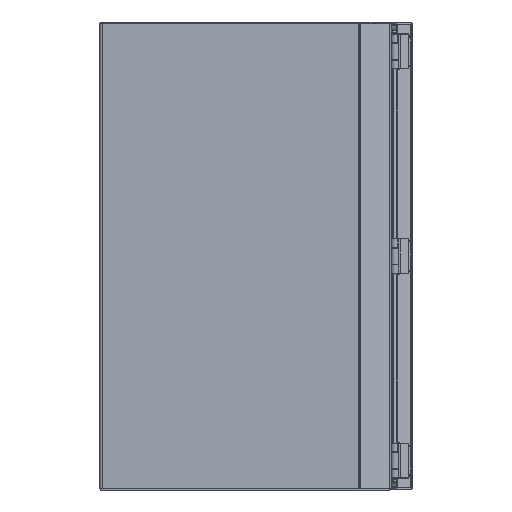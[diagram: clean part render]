
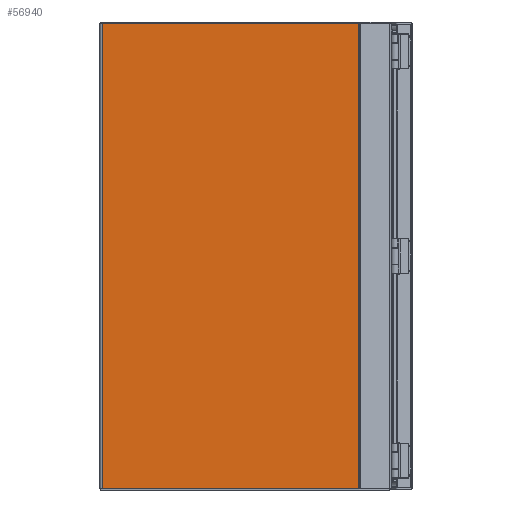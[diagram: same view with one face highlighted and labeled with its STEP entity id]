
A CAD part, left-side view. The second image highlights one B-rep face of the part: STEP entity #56940.
In plain terms, the highlighted planar face has unit normal (-1, 0, 0).
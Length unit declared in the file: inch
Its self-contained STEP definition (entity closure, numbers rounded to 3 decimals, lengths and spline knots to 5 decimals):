
#20 = CARTESIAN_POINT ( 'NONE',  ( -8.9171, 1.88, -9.94 ) ) ;
#2089 = VERTEX_POINT ( 'NONE', #20 ) ;
#5153 = DIRECTION ( 'NONE',  ( 0., -1., 0. ) ) ;
#6341 = CARTESIAN_POINT ( 'NONE',  ( -8.9171, 1.88, -9.94 ) ) ;
#7676 = CARTESIAN_POINT ( 'NONE',  ( -8.9171, -9.0781, -9.94 ) ) ;
#10190 = PLANE ( 'NONE',  #38756 ) ;
#10976 = DIRECTION ( 'NONE',  ( -1., 0., 0. ) ) ;
#14989 = CARTESIAN_POINT ( 'NONE',  ( -8.9171, 1.88, 9.94 ) ) ;
#15178 = VECTOR ( 'NONE', #44751, 39.37008 ) ;
#15371 = LINE ( 'NONE', #14989, #15178 ) ;
#17595 = EDGE_CURVE ( 'NONE', #2089, #68706, #34843, .T. ) ;
#19872 = ORIENTED_EDGE ( 'NONE', *, *, #67563, .T. ) ;
#21299 = ORIENTED_EDGE ( 'NONE', *, *, #17595, .F. ) ;
#21711 = CARTESIAN_POINT ( 'NONE',  ( -8.9171, 2., -10. ) ) ;
#23539 = ORIENTED_EDGE ( 'NONE', *, *, #57236, .T. ) ;
#24960 = LINE ( 'NONE', #6341, #48081 ) ;
#32436 = CARTESIAN_POINT ( 'NONE',  ( -8.9171, -9.0781, 9.94 ) ) ;
#34843 = LINE ( 'NONE', #65397, #61124 ) ;
#36591 = VERTEX_POINT ( 'NONE', #7676 ) ;
#38756 = AXIS2_PLACEMENT_3D ( 'NONE', #21711, #10976, #71693 ) ;
#40875 = EDGE_CURVE ( 'NONE', #68706, #75882, #15371, .T. ) ;
#44751 = DIRECTION ( 'NONE',  ( 0., -1., 0. ) ) ;
#46622 = ORIENTED_EDGE ( 'NONE', *, *, #40875, .F. ) ;
#48081 = VECTOR ( 'NONE', #5153, 39.37008 ) ;
#54511 = LINE ( 'NONE', #66036, #76767 ) ;
#56446 = EDGE_LOOP ( 'NONE', ( #19872, #23539, #46622, #21299 ) ) ;
#56655 = CARTESIAN_POINT ( 'NONE',  ( -8.9171, 1.88, 9.94 ) ) ;
#56940 = ADVANCED_FACE ( 'NONE', ( #64965 ), #10190, .T. ) ;
#57236 = EDGE_CURVE ( 'NONE', #36591, #75882, #54511, .T. ) ;
#59036 = DIRECTION ( 'NONE',  ( 0., 0., 1. ) ) ;
#61124 = VECTOR ( 'NONE', #59036, 39.37008 ) ;
#64965 = FACE_OUTER_BOUND ( 'NONE', #56446, .T. ) ;
#65397 = CARTESIAN_POINT ( 'NONE',  ( -8.9171, 1.88, -9.94 ) ) ;
#66036 = CARTESIAN_POINT ( 'NONE',  ( -8.9171, -9.0781, -9.94 ) ) ;
#67563 = EDGE_CURVE ( 'NONE', #2089, #36591, #24960, .T. ) ;
#68706 = VERTEX_POINT ( 'NONE', #56655 ) ;
#71693 = DIRECTION ( 'NONE',  ( 0., -1., 0. ) ) ;
#71984 = DIRECTION ( 'NONE',  ( 0., 0., 1. ) ) ;
#75882 = VERTEX_POINT ( 'NONE', #32436 ) ;
#76767 = VECTOR ( 'NONE', #71984, 39.37008 ) ;
